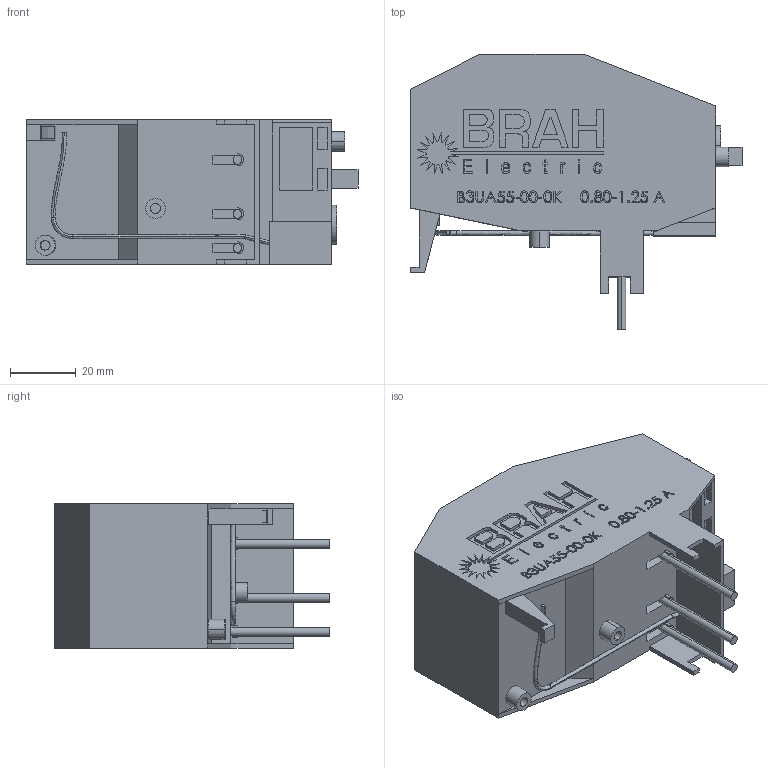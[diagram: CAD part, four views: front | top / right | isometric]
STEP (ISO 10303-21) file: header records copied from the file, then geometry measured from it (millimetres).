
FILE_DESCRIPTION (( 'STEP AP214' ), '1' );
FILE_NAME ('B3UA55-00-0K.STEP', '2014-02-25T07:31:19', ( '' ), ( '' ), 'SwSTEP 2.0', 'SolidWorks 2013', '' );
FILE_SCHEMA (( 'AUTOMOTIVE_DESIGN' ));
Length unit declared in the file: millimetre
Products named in the file (4): Part3^B3UA55-00-0K; oval head_ai_CR-OHMS 0.086-56x0.125x0.125-N; B3UA55-00-0K
Assembly tree (10 placements, depth 2):
  B3UA55-00-0K
    B3UA55-00-0K
    oval head_ai_CR-OHMS 0.086-56x0.125x0.125-N  x8
    Part3^B3UA55-00-0K
Bounding box: 101 x 83.7 x 44 mm (x, y, z)
Volume: 179165.9 mm3; surface area: 31824.5 mm2
Topology: 10 solids, 10 shells, 1166 faces, 2981 edges, 1951 vertices
Faces by surface type: plane 713, bspline 337, cylinder 84, cone 16, sphere 16
Entity records: 53406 total; most frequent: CARTESIAN_POINT 30179, ORIENTED_EDGE 5346, DIRECTION 3560, EDGE_CURVE 2673, LINE 1832, VECTOR 1832, VERTEX_POINT 1769, EDGE_LOOP 1144
